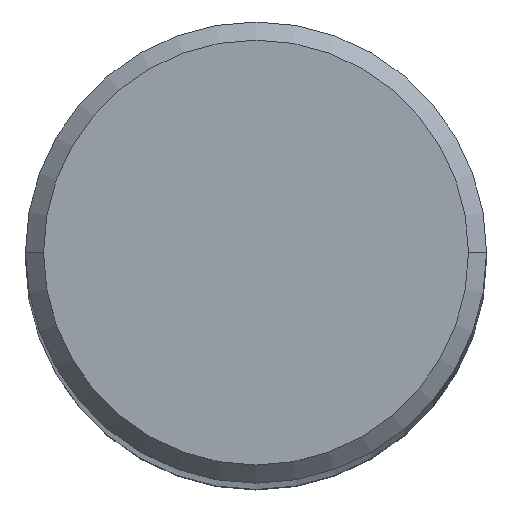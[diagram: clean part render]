
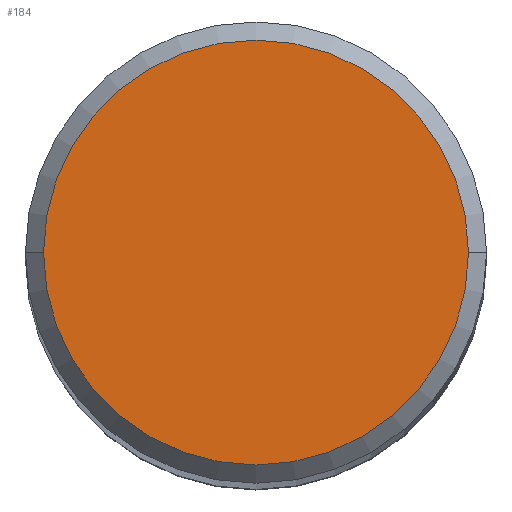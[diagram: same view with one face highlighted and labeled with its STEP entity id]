
A CAD part, top view. The second image highlights one B-rep face of the part: STEP entity #184.
In plain terms, the highlighted planar face has unit normal (0, 0, 1).
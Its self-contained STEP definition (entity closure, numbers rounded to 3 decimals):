
#127=FACE_OUTER_BOUND('',#247,.T.);
#184=ADVANCED_FACE('',(#127),#213,.F.);
#213=PLANE('',#1070);
#247=EDGE_LOOP('',(#395,#396));
#395=ORIENTED_EDGE('',*,*,#623,.T.);
#396=ORIENTED_EDGE('',*,*,#624,.T.);
#535=VERTEX_POINT('',#1750);
#536=VERTEX_POINT('',#1751);
#623=EDGE_CURVE('',#535,#536,#730,.T.);
#624=EDGE_CURVE('',#536,#535,#731,.T.);
#730=CIRCLE('',#1068,11.7);
#731=CIRCLE('',#1069,11.7);
#1068=AXIS2_PLACEMENT_3D('',#1749,#1329,#1330);
#1069=AXIS2_PLACEMENT_3D('',#1752,#1331,#1332);
#1070=AXIS2_PLACEMENT_3D('',#1753,#1333,#1334);
#1329=DIRECTION('',(0.,0.,1.));
#1330=DIRECTION('',(-1.,0.,0.));
#1331=DIRECTION('',(0.,0.,1.));
#1332=DIRECTION('',(1.,0.,0.));
#1333=DIRECTION('',(0.,0.,-1.));
#1334=DIRECTION('',(1.,0.,0.));
#1749=CARTESIAN_POINT('',(0.,0.,0.));
#1750=CARTESIAN_POINT('',(-11.7,0.,0.));
#1751=CARTESIAN_POINT('',(11.7,0.,0.));
#1752=CARTESIAN_POINT('',(0.,0.,0.));
#1753=CARTESIAN_POINT('',(0.,0.,0.));
